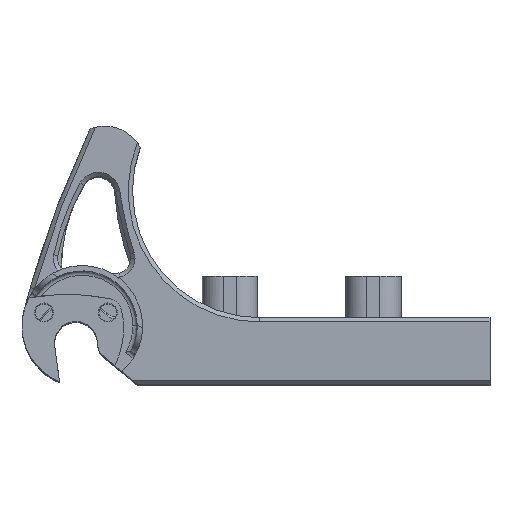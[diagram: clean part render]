
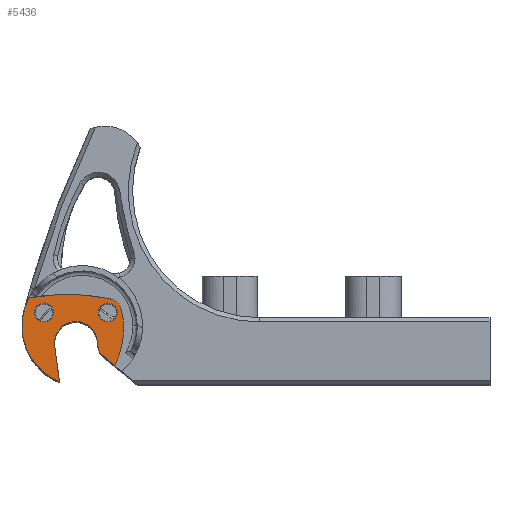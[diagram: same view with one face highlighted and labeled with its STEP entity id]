
A CAD part, top view. The second image highlights one B-rep face of the part: STEP entity #5436.
In plain terms, the highlighted planar face has unit normal (0, 0, 1).
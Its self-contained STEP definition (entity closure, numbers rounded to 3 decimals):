
#138 = AXIS2_PLACEMENT_3D ( 'NONE', #7293, #5763, #8993 ) ;
#268 = DIRECTION ( 'NONE',  ( 0.132, -0.991, 0. ) ) ;
#337 = VERTEX_POINT ( 'NONE', #1457 ) ;
#364 = CIRCLE ( 'NONE', #4746, 48.545 ) ;
#392 = CARTESIAN_POINT ( 'NONE',  ( -5.036, -0.671, 3.999 ) ) ;
#397 = VERTEX_POINT ( 'NONE', #7756 ) ;
#560 = DIRECTION ( 'NONE',  ( 1., 0., 0. ) ) ;
#566 = CIRCLE ( 'NONE', #1552, 5.08 ) ;
#610 = DIRECTION ( 'NONE',  ( 1., 0., 0. ) ) ;
#668 = VERTEX_POINT ( 'NONE', #6044 ) ;
#753 = CIRCLE ( 'NONE', #4057, 14.287 ) ;
#841 = ORIENTED_EDGE ( 'NONE', *, *, #953, .T. ) ;
#886 = DIRECTION ( 'NONE',  ( 0., 0., 1. ) ) ;
#887 = AXIS2_PLACEMENT_3D ( 'NONE', #3832, #9503, #560 ) ;
#953 = EDGE_CURVE ( 'NONE', #8290, #337, #4445, .T. ) ;
#1106 = EDGE_CURVE ( 'NONE', #1264, #397, #7506, .T. ) ;
#1114 = ORIENTED_EDGE ( 'NONE', *, *, #5311, .T. ) ;
#1229 = CARTESIAN_POINT ( 'NONE',  ( 5.036, 0.671, 3.999 ) ) ;
#1264 = VERTEX_POINT ( 'NONE', #9120 ) ;
#1341 = CARTESIAN_POINT ( 'NONE',  ( 7.806, -0.894, 3.999 ) ) ;
#1457 = CARTESIAN_POINT ( 'NONE',  ( -9.803, 7.198, 3.999 ) ) ;
#1465 = CARTESIAN_POINT ( 'NONE',  ( 9.215, -5.392, 3.999 ) ) ;
#1468 = VECTOR ( 'NONE', #9085, 1000. ) ;
#1552 = AXIS2_PLACEMENT_3D ( 'NONE', #9474, #4624, #10254 ) ;
#1573 = CARTESIAN_POINT ( 'NONE',  ( -11.138, 10.645, 3.999 ) ) ;
#1672 = CARTESIAN_POINT ( 'NONE',  ( 2.786, -14.916, 3.999 ) ) ;
#1684 = CARTESIAN_POINT ( 'NONE',  ( 7.553, 7.198, 3.999 ) ) ;
#1752 = ORIENTED_EDGE ( 'NONE', *, *, #6219, .T. ) ;
#1825 = VERTEX_POINT ( 'NONE', #9375 ) ;
#1845 = AXIS2_PLACEMENT_3D ( 'NONE', #1341, #7080, #2176 ) ;
#1882 = ORIENTED_EDGE ( 'NONE', *, *, #3322, .T. ) ;
#1953 = ORIENTED_EDGE ( 'NONE', *, *, #7515, .T. ) ;
#2039 = VERTEX_POINT ( 'NONE', #5377 ) ;
#2139 = DIRECTION ( 'NONE',  ( 0., 0., 1. ) ) ;
#2141 = ORIENTED_EDGE ( 'NONE', *, *, #2430, .T. ) ;
#2176 = DIRECTION ( 'NONE',  ( 1., 0., 0. ) ) ;
#2265 = VERTEX_POINT ( 'NONE', #1465 ) ;
#2295 = DIRECTION ( 'NONE',  ( 0., 0., 1. ) ) ;
#2323 = VERTEX_POINT ( 'NONE', #1573 ) ;
#2415 = EDGE_CURVE ( 'NONE', #9928, #2323, #364, .T. ) ;
#2430 = EDGE_CURVE ( 'NONE', #8170, #9928, #2803, .T. ) ;
#2511 = DIRECTION ( 'NONE',  ( 1., 0., 0. ) ) ;
#2566 = AXIS2_PLACEMENT_3D ( 'NONE', #1672, #8210, #3326 ) ;
#2597 = ORIENTED_EDGE ( 'NONE', *, *, #5632, .T. ) ;
#2796 = DIRECTION ( 'NONE',  ( 0., 0., 1. ) ) ;
#2803 = CIRCLE ( 'NONE', #6387, 3.302 ) ;
#2891 = CARTESIAN_POINT ( 'NONE',  ( 7.553, 7.198, 3.999 ) ) ;
#2955 = CARTESIAN_POINT ( 'NONE',  ( -3.897, -9.218, 3.999 ) ) ;
#3046 = EDGE_CURVE ( 'NONE', #337, #8290, #4210, .T. ) ;
#3224 = AXIS2_PLACEMENT_3D ( 'NONE', #10332, #5538, #610 ) ;
#3322 = EDGE_CURVE ( 'NONE', #2265, #1825, #8166, .T. ) ;
#3326 = DIRECTION ( 'NONE',  ( 1., 0., 0. ) ) ;
#3408 = VERTEX_POINT ( 'NONE', #5697 ) ;
#3667 = LINE ( 'NONE', #4388, #1468 ) ;
#3744 = DIRECTION ( 'NONE',  ( 1., 0., 0. ) ) ;
#3822 = CARTESIAN_POINT ( 'NONE',  ( -5.08, 0., 3.999 ) ) ;
#3832 = CARTESIAN_POINT ( 'NONE',  ( 7.553, 7.198, 3.999 ) ) ;
#3927 = VERTEX_POINT ( 'NONE', #2955 ) ;
#4057 = AXIS2_PLACEMENT_3D ( 'NONE', #7200, #2295, #7999 ) ;
#4103 = FACE_BOUND ( 'NONE', #4462, .T. ) ;
#4210 = CIRCLE ( 'NONE', #4846, 2.25 ) ;
#4276 = ORIENTED_EDGE ( 'NONE', *, *, #5772, .T. ) ;
#4388 = CARTESIAN_POINT ( 'NONE',  ( 10.877, -6.786, 3.999 ) ) ;
#4445 = CIRCLE ( 'NONE', #138, 2.25 ) ;
#4462 = EDGE_LOOP ( 'NONE', ( #4781, #841 ) ) ;
#4565 = DIRECTION ( 'NONE',  ( 0., 0., -1. ) ) ;
#4624 = DIRECTION ( 'NONE',  ( 0., 0., -1. ) ) ;
#4746 = AXIS2_PLACEMENT_3D ( 'NONE', #5802, #886, #6628 ) ;
#4752 = LINE ( 'NONE', #392, #8569 ) ;
#4781 = ORIENTED_EDGE ( 'NONE', *, *, #3046, .T. ) ;
#4834 = EDGE_CURVE ( 'NONE', #397, #1264, #10010, .T. ) ;
#4846 = AXIS2_PLACEMENT_3D ( 'NONE', #9740, #4903, #10516 ) ;
#4903 = DIRECTION ( 'NONE',  ( 0., 0., -1. ) ) ;
#5099 = EDGE_CURVE ( 'NONE', #9535, #3927, #6929, .T. ) ;
#5130 = EDGE_CURVE ( 'NONE', #3927, #3408, #4752, .T. ) ;
#5306 = CARTESIAN_POINT ( 'NONE',  ( -5.303, 7.198, 3.999 ) ) ;
#5311 = EDGE_CURVE ( 'NONE', #2323, #9535, #753, .T. ) ;
#5377 = CARTESIAN_POINT ( 'NONE',  ( 6.174, -2.84, 3.999 ) ) ;
#5436 = ADVANCED_FACE ( 'NONE', ( #4103, #8694, #10283 ), #7400, .T. ) ;
#5538 = DIRECTION ( 'NONE',  ( 0., 0., 1. ) ) ;
#5632 = EDGE_CURVE ( 'NONE', #9605, #668, #8558, .T. ) ;
#5697 = CARTESIAN_POINT ( 'NONE',  ( -5.036, -0.671, 3.999 ) ) ;
#5763 = DIRECTION ( 'NONE',  ( 0., 0., -1. ) ) ;
#5772 = EDGE_CURVE ( 'NONE', #3408, #5816, #7276, .T. ) ;
#5798 = EDGE_CURVE ( 'NONE', #668, #2039, #8934, .T. ) ;
#5802 = CARTESIAN_POINT ( 'NONE',  ( -1.981, -37.029, 3.999 ) ) ;
#5816 = VERTEX_POINT ( 'NONE', #3822 ) ;
#6044 = CARTESIAN_POINT ( 'NONE',  ( 5.289, -1.229, 3.999 ) ) ;
#6116 = ORIENTED_EDGE ( 'NONE', *, *, #5099, .T. ) ;
#6135 = DIRECTION ( 'NONE',  ( -0.132, 0.991, 0. ) ) ;
#6161 = EDGE_LOOP ( 'NONE', ( #8020, #9416 ) ) ;
#6219 = EDGE_CURVE ( 'NONE', #1825, #8170, #8144, .T. ) ;
#6387 = AXIS2_PLACEMENT_3D ( 'NONE', #2891, #8620, #3744 ) ;
#6502 = ORIENTED_EDGE ( 'NONE', *, *, #2415, .T. ) ;
#6538 = AXIS2_PLACEMENT_3D ( 'NONE', #1684, #7423, #2511 ) ;
#6628 = DIRECTION ( 'NONE',  ( 1., 0., 0. ) ) ;
#6701 = EDGE_CURVE ( 'NONE', #2039, #2265, #3667, .T. ) ;
#6832 = CARTESIAN_POINT ( 'NONE',  ( 5.289, -1.229, 3.999 ) ) ;
#6889 = CARTESIAN_POINT ( 'NONE',  ( -12.774, 4.006, 3.999 ) ) ;
#6929 = CIRCLE ( 'NONE', #8433, 14.287 ) ;
#7053 = CARTESIAN_POINT ( 'NONE',  ( -7.715, 3.341, 3.999 ) ) ;
#7061 = EDGE_LOOP ( 'NONE', ( #10246, #1882, #1752, #2141, #6502, #1114, #6116, #7700, #4276, #1953, #2597, #10317 ) ) ;
#7080 = DIRECTION ( 'NONE',  ( 0., 0., 1. ) ) ;
#7200 = CARTESIAN_POINT ( 'NONE',  ( 1.514, 4.006, 3.999 ) ) ;
#7276 = CIRCLE ( 'NONE', #9689, 5.08 ) ;
#7293 = CARTESIAN_POINT ( 'NONE',  ( -7.553, 7.198, 3.999 ) ) ;
#7400 = PLANE ( 'NONE',  #2566 ) ;
#7423 = DIRECTION ( 'NONE',  ( 0., 0., -1. ) ) ;
#7506 = CIRCLE ( 'NONE', #887, 2.25 ) ;
#7515 = EDGE_CURVE ( 'NONE', #5816, #9605, #566, .T. ) ;
#7548 = AXIS2_PLACEMENT_3D ( 'NONE', #7053, #2139, #7854 ) ;
#7694 = CARTESIAN_POINT ( 'NONE',  ( 1.514, 4.006, 3.999 ) ) ;
#7700 = ORIENTED_EDGE ( 'NONE', *, *, #5130, .T. ) ;
#7756 = CARTESIAN_POINT ( 'NONE',  ( 9.803, 7.198, 3.999 ) ) ;
#7854 = DIRECTION ( 'NONE',  ( 1., 0., 0. ) ) ;
#7999 = DIRECTION ( 'NONE',  ( 1., 0., 0. ) ) ;
#8020 = ORIENTED_EDGE ( 'NONE', *, *, #1106, .T. ) ;
#8144 = CIRCLE ( 'NONE', #7548, 19.05 ) ;
#8166 = CIRCLE ( 'NONE', #3224, 19.05 ) ;
#8170 = VERTEX_POINT ( 'NONE', #8410 ) ;
#8210 = DIRECTION ( 'NONE',  ( 0., 0., 1. ) ) ;
#8290 = VERTEX_POINT ( 'NONE', #5306 ) ;
#8294 = VECTOR ( 'NONE', #268, 1000. ) ;
#8410 = CARTESIAN_POINT ( 'NONE',  ( 10.755, 8.007, 3.999 ) ) ;
#8433 = AXIS2_PLACEMENT_3D ( 'NONE', #7694, #2796, #8505 ) ;
#8505 = DIRECTION ( 'NONE',  ( 1., 0., 0. ) ) ;
#8558 = LINE ( 'NONE', #6832, #8294 ) ;
#8569 = VECTOR ( 'NONE', #6135, 1000. ) ;
#8620 = DIRECTION ( 'NONE',  ( 0., 0., 1. ) ) ;
#8694 = FACE_BOUND ( 'NONE', #6161, .T. ) ;
#8934 = CIRCLE ( 'NONE', #1845, 2.54 ) ;
#8993 = DIRECTION ( 'NONE',  ( 1., 0., 0. ) ) ;
#9085 = DIRECTION ( 'NONE',  ( 0.766, -0.643, 0. ) ) ;
#9120 = CARTESIAN_POINT ( 'NONE',  ( 5.303, 7.198, 3.999 ) ) ;
#9375 = CARTESIAN_POINT ( 'NONE',  ( 11.335, 3.341, 3.999 ) ) ;
#9416 = ORIENTED_EDGE ( 'NONE', *, *, #4834, .T. ) ;
#9431 = CARTESIAN_POINT ( 'NONE',  ( 0., 0., 3.999 ) ) ;
#9474 = CARTESIAN_POINT ( 'NONE',  ( 0., 0., 3.999 ) ) ;
#9503 = DIRECTION ( 'NONE',  ( 0., 0., -1. ) ) ;
#9525 = CARTESIAN_POINT ( 'NONE',  ( 8.249, 10.426, 3.999 ) ) ;
#9535 = VERTEX_POINT ( 'NONE', #6889 ) ;
#9605 = VERTEX_POINT ( 'NONE', #1229 ) ;
#9689 = AXIS2_PLACEMENT_3D ( 'NONE', #9431, #4565, #10208 ) ;
#9740 = CARTESIAN_POINT ( 'NONE',  ( -7.553, 7.198, 3.999 ) ) ;
#9928 = VERTEX_POINT ( 'NONE', #9525 ) ;
#10010 = CIRCLE ( 'NONE', #6538, 2.25 ) ;
#10208 = DIRECTION ( 'NONE',  ( 1., 0., 0. ) ) ;
#10246 = ORIENTED_EDGE ( 'NONE', *, *, #6701, .T. ) ;
#10254 = DIRECTION ( 'NONE',  ( 1., 0., 0. ) ) ;
#10283 = FACE_OUTER_BOUND ( 'NONE', #7061, .T. ) ;
#10317 = ORIENTED_EDGE ( 'NONE', *, *, #5798, .T. ) ;
#10332 = CARTESIAN_POINT ( 'NONE',  ( -7.715, 3.341, 3.999 ) ) ;
#10516 = DIRECTION ( 'NONE',  ( 1., 0., 0. ) ) ;
